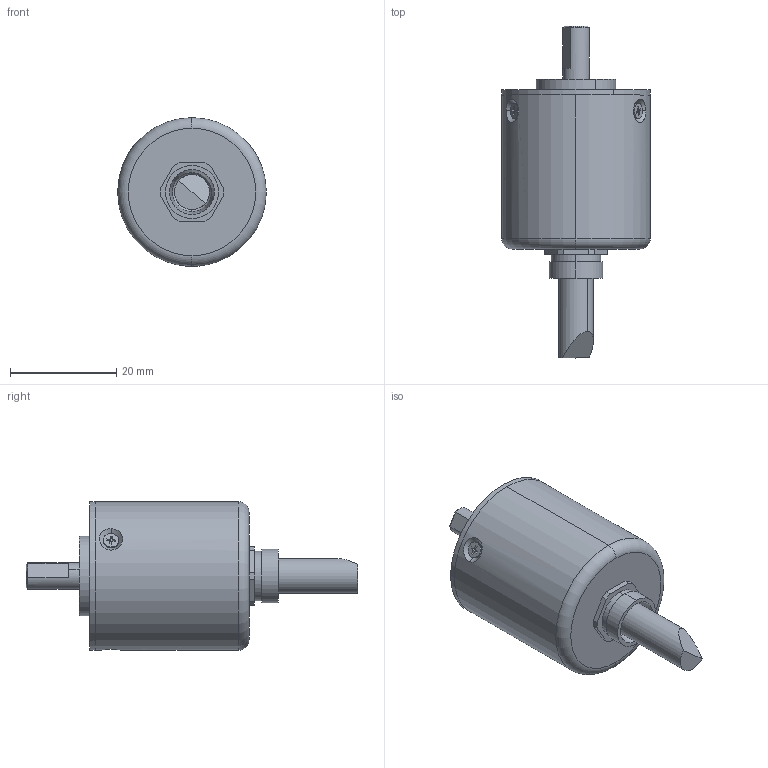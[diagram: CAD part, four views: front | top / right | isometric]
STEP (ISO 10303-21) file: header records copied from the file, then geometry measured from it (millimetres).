
FILE_DESCRIPTION (( 'STEP AP214' ), '1' );
FILE_NAME ('EV28A5-xxPA-xxxx.STEP', '2024-01-12T08:24:19', ( '' ), ( '' ), 'SwSTEP 2.0', 'SolidWorks 2023', '' );
FILE_SCHEMA (( 'AUTOMOTIVE_DESIGN' ));
Length unit declared in the file: millimetre
Products named in the file (1): EV28A5-xxPA-xxxx
Bounding box: 28 x 62.5 x 28 mm (x, y, z)
Volume: 8873.1 mm3; surface area: 11374.5 mm2
Topology: 11 solids, 11 shells, 393 faces, 1267 edges, 811 vertices
Faces by surface type: cylinder 106, plane 104, torus 92, sphere 48, cone 31, bspline 12
Entity records: 17527 total; most frequent: CARTESIAN_POINT 6263, ORIENTED_EDGE 2226, DIRECTION 1900, EDGE_CURVE 1113, AXIS2_PLACEMENT_3D 791, VERTEX_POINT 715, EDGE_LOOP 430, CIRCLE 409
